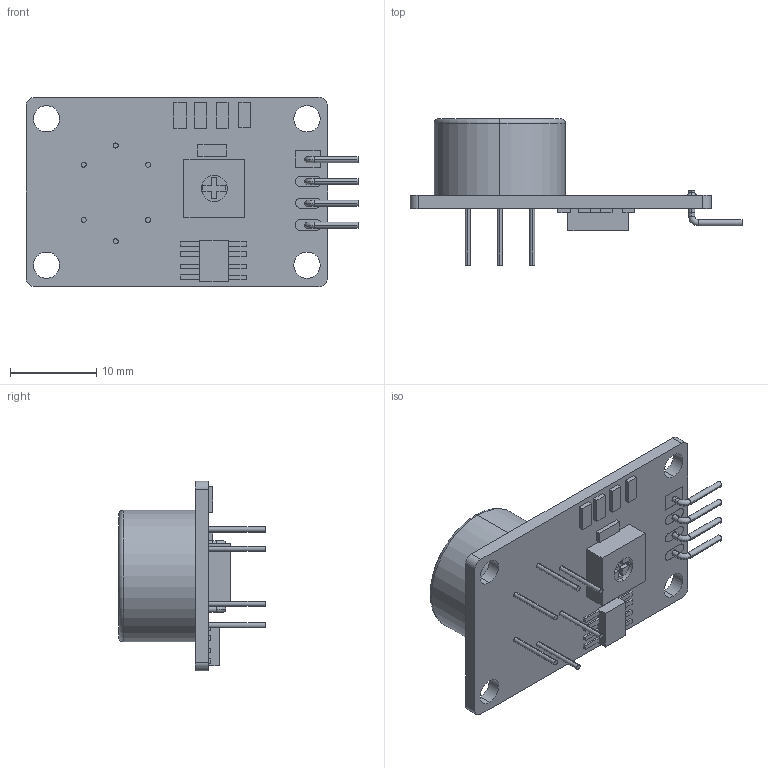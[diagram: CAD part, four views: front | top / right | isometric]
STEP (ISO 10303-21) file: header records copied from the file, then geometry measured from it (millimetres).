
FILE_DESCRIPTION (( 'STEP AP214' ), '1' );
FILE_NAME ('SRAQ-G005_3D.step', '2023-10-03T22:47:14', ( '' ), ( '' ), 'SwSTEP 2.0', 'SolidWorks 2022', '' );
FILE_SCHEMA (( 'AUTOMOTIVE_DESIGN' ));
Length unit declared in the file: inch
Products named in the file (1): SRAQ-G005_3D
Bounding box: 38.54 x 17 x 22 mm (x, y, z)
Volume: 2880.9 mm3; surface area: 2446.1 mm2
Topology: 6 solids, 6 shells, 228 faces, 548 edges, 358 vertices
Faces by surface type: plane 138, cylinder 68, torus 18, bspline 4
Entity records: 9546 total; most frequent: CARTESIAN_POINT 1240, DIRECTION 1166, ORIENTED_EDGE 1096, EDGE_CURVE 548, AXIS2_PLACEMENT_3D 401, LINE 364, VECTOR 364, VERTEX_POINT 358
